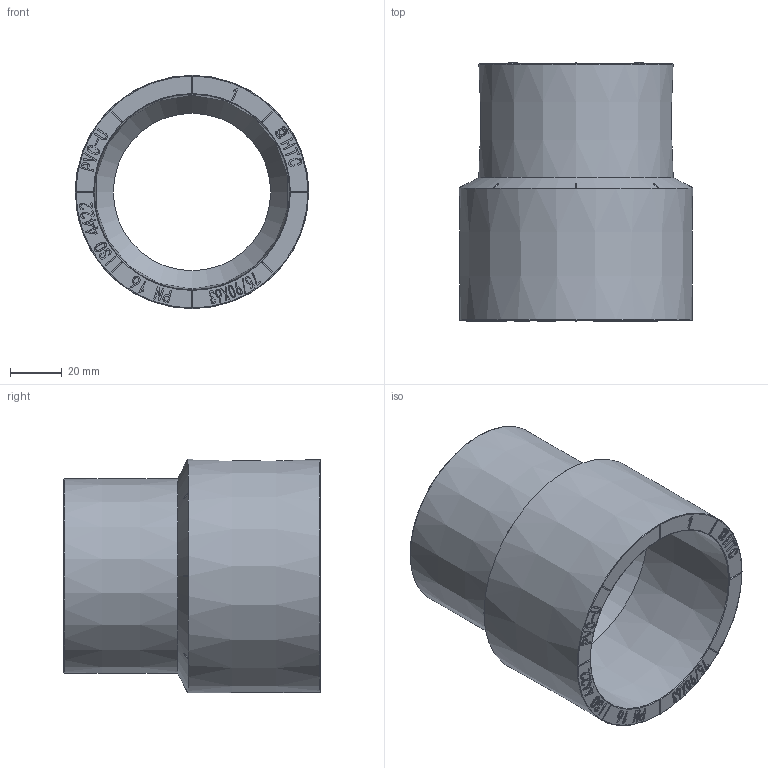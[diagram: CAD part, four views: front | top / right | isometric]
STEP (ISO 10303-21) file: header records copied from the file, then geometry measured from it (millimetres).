
FILE_DESCRIPTION(/* description */ (''),/* implementation_level */ '2;1');
FILE_NAME(/* name */ 'Z1Q075063.stp',/* time_stamp */ '2024-11-09T15:37:58+08:00',/* author */ (''),/* organization */ (''),/* preprocessor_version */ 'ST-DEVELOPER v16',/* originating_system */ 'SIEMENS PLM Software NX 10.0',/* authorisation */ '');
FILE_SCHEMA (('AUTOMOTIVE_DESIGN { 1 0 10303 214 3 1 1 1 }'));
Length unit declared in the file: millimetre
Products named in the file (1): gelv0FF88864nr2p
Bounding box: 90.12 x 99.6 x 90.12 mm (x, y, z)
Volume: 170223.7 mm3; surface area: 52297.7 mm2
Topology: 1 solids, 1 shells, 1372 faces, 3931 edges, 2576 vertices
Faces by surface type: plane 1230, sphere 64, cylinder 55, extrusion 13, cone 6, torus 4
Full cylindrical faces by diameter (mm): 2 x1, 3 x1, 60.8 x1
Entity records: 49424 total; most frequent: CARTESIAN_POINT 18431, ORIENTED_EDGE 7754, DIRECTION 4414, EDGE_CURVE 3877, VERTEX_POINT 2568, B_SPLINE_CURVE_WITH_KNOTS 2423, AXIS2_PLACEMENT_3D 1574, EDGE_LOOP 1435
